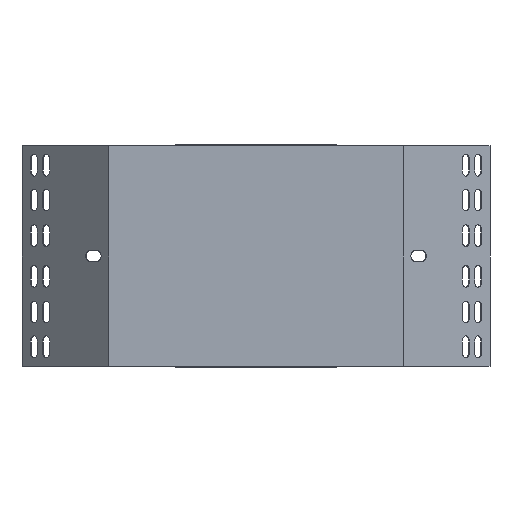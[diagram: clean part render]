
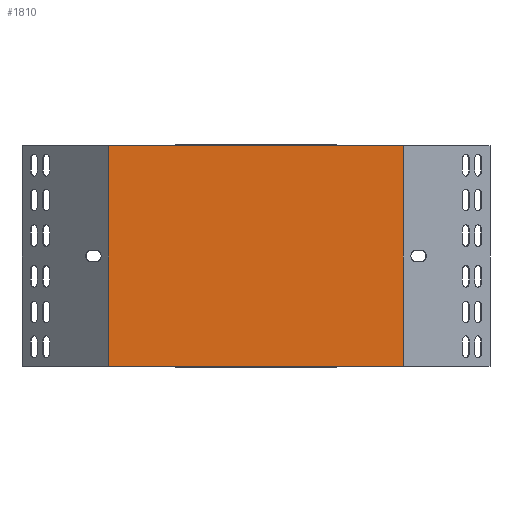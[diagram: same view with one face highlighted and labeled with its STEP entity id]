
A CAD part, front view. The second image highlights one B-rep face of the part: STEP entity #1810.
In plain terms, the highlighted planar face has unit normal (0, -1, 0).
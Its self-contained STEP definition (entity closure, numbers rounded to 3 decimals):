
#117 = LINE ( 'NONE', #3138, #6028 ) ;
#230 = VERTEX_POINT ( 'NONE', #4596 ) ;
#249 = LINE ( 'NONE', #8578, #7077 ) ;
#631 = DIRECTION ( 'NONE',  ( 1., 0., 0. ) ) ;
#753 = EDGE_CURVE ( 'NONE', #1981, #6489, #3464, .T. ) ;
#848 = CARTESIAN_POINT ( 'NONE',  ( 79.113, -23.927, -100.8 ) ) ;
#1810 = ADVANCED_FACE ( 'NONE', ( #8331 ), #5905, .F. ) ;
#1981 = VERTEX_POINT ( 'NONE', #848 ) ;
#2024 = LINE ( 'NONE', #6628, #7462 ) ;
#2593 = CARTESIAN_POINT ( 'NONE',  ( -123.018, -23.927, 50. ) ) ;
#2837 = ORIENTED_EDGE ( 'NONE', *, *, #6585, .T. ) ;
#3132 = CARTESIAN_POINT ( 'NONE',  ( -123.349, -23.927, 50.8 ) ) ;
#3138 = CARTESIAN_POINT ( 'NONE',  ( -124.253, -23.927, 50.8 ) ) ;
#3219 = DIRECTION ( 'NONE',  ( 0., 0., 1. ) ) ;
#3464 = LINE ( 'NONE', #7316, #6839 ) ;
#3696 = EDGE_CURVE ( 'NONE', #6464, #6489, #117, .T. ) ;
#3777 = CARTESIAN_POINT ( 'NONE',  ( 79.113, -23.927, 50.8 ) ) ;
#4596 = CARTESIAN_POINT ( 'NONE',  ( -123.349, -23.927, -100.8 ) ) ;
#5011 = ORIENTED_EDGE ( 'NONE', *, *, #3696, .F. ) ;
#5258 = DIRECTION ( 'NONE',  ( 0., 0., 1. ) ) ;
#5905 = PLANE ( 'NONE',  #7770 ) ;
#6028 = VECTOR ( 'NONE', #7824, 1000. ) ;
#6464 = VERTEX_POINT ( 'NONE', #3132 ) ;
#6489 = VERTEX_POINT ( 'NONE', #3777 ) ;
#6585 = EDGE_CURVE ( 'NONE', #230, #1981, #249, .T. ) ;
#6628 = CARTESIAN_POINT ( 'NONE',  ( -123.349, -23.927, -100.612 ) ) ;
#6716 = EDGE_CURVE ( 'NONE', #230, #6464, #2024, .T. ) ;
#6839 = VECTOR ( 'NONE', #7987, 1000. ) ;
#7077 = VECTOR ( 'NONE', #631, 1000. ) ;
#7234 = DIRECTION ( 'NONE',  ( 0., 1., 0. ) ) ;
#7316 = CARTESIAN_POINT ( 'NONE',  ( 79.113, -23.927, -100.612 ) ) ;
#7462 = VECTOR ( 'NONE', #5258, 1000. ) ;
#7770 = AXIS2_PLACEMENT_3D ( 'NONE', #2593, #7234, #3219 ) ;
#7824 = DIRECTION ( 'NONE',  ( 1., 0., 0. ) ) ;
#7987 = DIRECTION ( 'NONE',  ( 0., 0., 1. ) ) ;
#8131 = EDGE_LOOP ( 'NONE', ( #2837, #8140, #5011, #8558 ) ) ;
#8140 = ORIENTED_EDGE ( 'NONE', *, *, #753, .T. ) ;
#8331 = FACE_OUTER_BOUND ( 'NONE', #8131, .T. ) ;
#8558 = ORIENTED_EDGE ( 'NONE', *, *, #6716, .F. ) ;
#8578 = CARTESIAN_POINT ( 'NONE',  ( -124.253, -23.927, -100.8 ) ) ;
